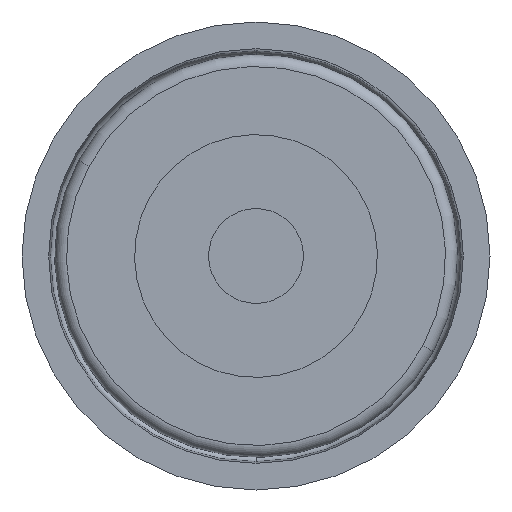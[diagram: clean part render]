
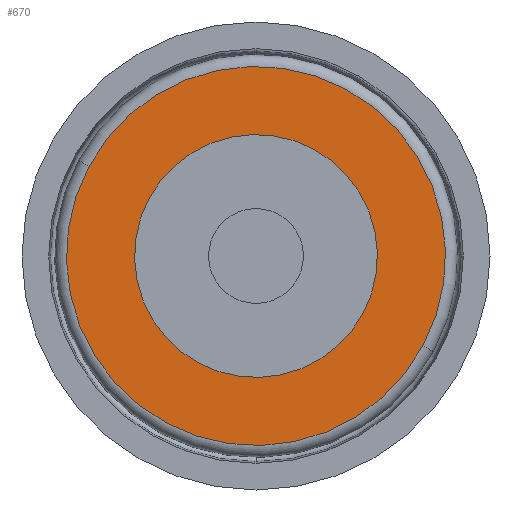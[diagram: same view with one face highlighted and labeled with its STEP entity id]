
A CAD part, front view. The second image highlights one B-rep face of the part: STEP entity #670.
In plain terms, the highlighted planar face has unit normal (0, -1, 0).
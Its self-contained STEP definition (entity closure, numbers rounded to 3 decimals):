
#73 = VERTEX_POINT ( 'NONE', #1167 ) ;
#93 = VERTEX_POINT ( 'NONE', #1128 ) ;
#103 = EDGE_LOOP ( 'NONE', ( #759, #832 ) ) ;
#115 = EDGE_LOOP ( 'NONE', ( #520, #781 ) ) ;
#168 = CIRCLE ( 'NONE', #366, 20.5 ) ;
#189 = CIRCLE ( 'NONE', #372, 32. ) ;
#308 = DIRECTION ( 'NONE',  ( 0., -1., 0. ) ) ;
#366 = AXIS2_PLACEMENT_3D ( 'NONE', #1661, #1609, #1583 ) ;
#372 = AXIS2_PLACEMENT_3D ( 'NONE', #1623, #1576, #1664 ) ;
#395 = AXIS2_PLACEMENT_3D ( 'NONE', #1373, #308, #1667 ) ;
#425 = AXIS2_PLACEMENT_3D ( 'NONE', #1570, #1577, #1530 ) ;
#520 = ORIENTED_EDGE ( 'NONE', *, *, #1209, .F. ) ;
#529 = FACE_BOUND ( 'NONE', #115, .T. ) ;
#535 = FACE_OUTER_BOUND ( 'NONE', #103, .T. ) ;
#624 = AXIS2_PLACEMENT_3D ( 'NONE', #924, #905, #973 ) ;
#670 = ADVANCED_FACE ( 'NONE', ( #535, #529 ), #1129, .T. ) ;
#759 = ORIENTED_EDGE ( 'NONE', *, *, #1240, .T. ) ;
#781 = ORIENTED_EDGE ( 'NONE', *, *, #1227, .F. ) ;
#832 = ORIENTED_EDGE ( 'NONE', *, *, #1221, .T. ) ;
#905 = DIRECTION ( 'NONE',  ( 0., -1., 0. ) ) ;
#924 = CARTESIAN_POINT ( 'NONE',  ( 20.5, 0., 0. ) ) ;
#973 = DIRECTION ( 'NONE',  ( 0., 0., -1. ) ) ;
#1128 = CARTESIAN_POINT ( 'NONE',  ( 0., 0., 20.5 ) ) ;
#1129 = PLANE ( 'NONE',  #624 ) ;
#1167 = CARTESIAN_POINT ( 'NONE',  ( 0., 0., -20.5 ) ) ;
#1209 = EDGE_CURVE ( 'NONE', #73, #93, #168, .T. ) ;
#1221 = EDGE_CURVE ( 'NONE', #1315, #1306, #1328, .T. ) ;
#1227 = EDGE_CURVE ( 'NONE', #93, #73, #1349, .T. ) ;
#1240 = EDGE_CURVE ( 'NONE', #1306, #1315, #189, .T. ) ;
#1306 = VERTEX_POINT ( 'NONE', #1422 ) ;
#1315 = VERTEX_POINT ( 'NONE', #1461 ) ;
#1328 = CIRCLE ( 'NONE', #395, 32. ) ;
#1349 = CIRCLE ( 'NONE', #425, 20.5 ) ;
#1373 = CARTESIAN_POINT ( 'NONE',  ( 0., 0., 0. ) ) ;
#1422 = CARTESIAN_POINT ( 'NONE',  ( 0., 0., -32. ) ) ;
#1461 = CARTESIAN_POINT ( 'NONE',  ( 0., 0., 32. ) ) ;
#1530 = DIRECTION ( 'NONE',  ( 0., 0., -1. ) ) ;
#1570 = CARTESIAN_POINT ( 'NONE',  ( 0., 0., 0. ) ) ;
#1576 = DIRECTION ( 'NONE',  ( 0., -1., 0. ) ) ;
#1577 = DIRECTION ( 'NONE',  ( 0., -1., 0. ) ) ;
#1583 = DIRECTION ( 'NONE',  ( 0., 0., -1. ) ) ;
#1609 = DIRECTION ( 'NONE',  ( 0., -1., 0. ) ) ;
#1623 = CARTESIAN_POINT ( 'NONE',  ( 0., 0., 0. ) ) ;
#1661 = CARTESIAN_POINT ( 'NONE',  ( 0., 0., 0. ) ) ;
#1664 = DIRECTION ( 'NONE',  ( 0., 0., -1. ) ) ;
#1667 = DIRECTION ( 'NONE',  ( 0., 0., -1. ) ) ;
